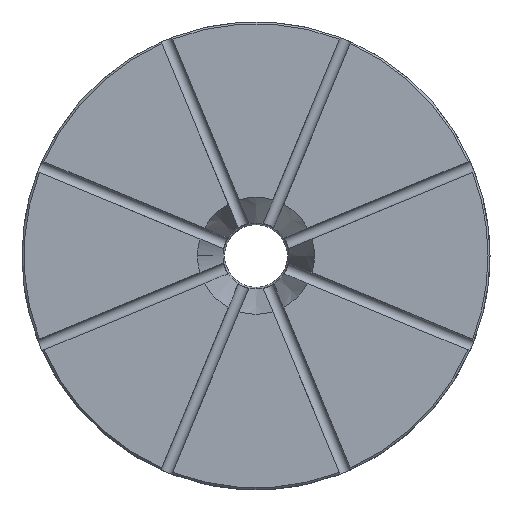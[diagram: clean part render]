
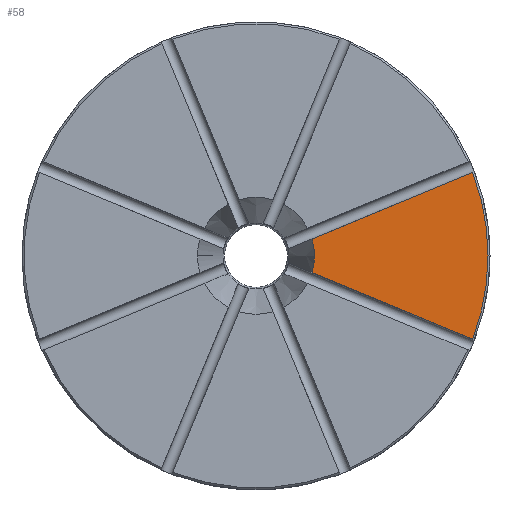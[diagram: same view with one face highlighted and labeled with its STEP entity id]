
A CAD part, top view. The second image highlights one B-rep face of the part: STEP entity #58.
In plain terms, the highlighted planar face has unit normal (0, 0, 1).
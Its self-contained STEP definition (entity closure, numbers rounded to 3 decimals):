
#58 = ADVANCED_FACE ( 'NONE', ( #3891 ), #2910, .F. ) ;
#206 = CIRCLE ( 'NONE', #5631, 15. ) ;
#228 = CARTESIAN_POINT ( 'NONE',  ( 55.527, 21.377, 35. ) ) ;
#704 = EDGE_CURVE ( 'NONE', #1262, #1756, #5219, .T. ) ;
#753 = CARTESIAN_POINT ( 'NONE',  ( 55.527, -21.377, 35. ) ) ;
#971 = DIRECTION ( 'NONE',  ( -1., 0., 0. ) ) ;
#999 = VECTOR ( 'NONE', #1512, 1000. ) ;
#1262 = VERTEX_POINT ( 'NONE', #5377 ) ;
#1298 = ORIENTED_EDGE ( 'NONE', *, *, #704, .T. ) ;
#1378 = VERTEX_POINT ( 'NONE', #753 ) ;
#1504 = CARTESIAN_POINT ( 'NONE',  ( 14.363, 4.326, 35. ) ) ;
#1512 = DIRECTION ( 'NONE',  ( -0.924, 0.383, 0. ) ) ;
#1607 = EDGE_CURVE ( 'NONE', #1378, #2092, #3448, .T. ) ;
#1756 = VERTEX_POINT ( 'NONE', #228 ) ;
#1962 = DIRECTION ( 'NONE',  ( 1., 0., 0. ) ) ;
#1979 = EDGE_CURVE ( 'NONE', #2092, #2032, #206, .T. ) ;
#2032 = VERTEX_POINT ( 'NONE', #1504 ) ;
#2092 = VERTEX_POINT ( 'NONE', #5265 ) ;
#2231 = CARTESIAN_POINT ( 'NONE',  ( -4.729, -3.583, 35. ) ) ;
#2304 = EDGE_CURVE ( 'NONE', #1378, #1262, #2528, .T. ) ;
#2437 = DIRECTION ( 'NONE',  ( 1., 0., 0. ) ) ;
#2500 = CARTESIAN_POINT ( 'NONE',  ( 5.877, -0.811, 35. ) ) ;
#2528 = CIRCLE ( 'NONE', #4138, 59.5 ) ;
#2875 = DIRECTION ( 'NONE',  ( 0., 0., 1. ) ) ;
#2894 = ORIENTED_EDGE ( 'NONE', *, *, #5384, .T. ) ;
#2910 = PLANE ( 'NONE',  #3910 ) ;
#3350 = CARTESIAN_POINT ( 'NONE',  ( 0., -15., 35. ) ) ;
#3448 = LINE ( 'NONE', #2500, #999 ) ;
#3458 = CARTESIAN_POINT ( 'NONE',  ( 0., 0., 35. ) ) ;
#3891 = FACE_OUTER_BOUND ( 'NONE', #5253, .T. ) ;
#3910 = AXIS2_PLACEMENT_3D ( 'NONE', #3350, #5801, #2437 ) ;
#3956 = VECTOR ( 'NONE', #4165, 1000. ) ;
#4100 = ORIENTED_EDGE ( 'NONE', *, *, #1979, .F. ) ;
#4138 = AXIS2_PLACEMENT_3D ( 'NONE', #3458, #5781, #1962 ) ;
#4165 = DIRECTION ( 'NONE',  ( -0.924, -0.383, 0. ) ) ;
#4278 = CARTESIAN_POINT ( 'NONE',  ( 0., 0., 35. ) ) ;
#4564 = ORIENTED_EDGE ( 'NONE', *, *, #1607, .F. ) ;
#4623 = LINE ( 'NONE', #2231, #3956 ) ;
#5219 = CIRCLE ( 'NONE', #6025, 59.5 ) ;
#5253 = EDGE_LOOP ( 'NONE', ( #4564, #5406, #1298, #2894, #4100 ) ) ;
#5265 = CARTESIAN_POINT ( 'NONE',  ( 14.363, -4.326, 35. ) ) ;
#5377 = CARTESIAN_POINT ( 'NONE',  ( 59.5, 0., 35. ) ) ;
#5384 = EDGE_CURVE ( 'NONE', #1756, #2032, #4623, .T. ) ;
#5406 = ORIENTED_EDGE ( 'NONE', *, *, #2304, .T. ) ;
#5631 = AXIS2_PLACEMENT_3D ( 'NONE', #5823, #2875, #971 ) ;
#5781 = DIRECTION ( 'NONE',  ( 0., 0., 1. ) ) ;
#5801 = DIRECTION ( 'NONE',  ( 0., 0., -1. ) ) ;
#5813 = DIRECTION ( 'NONE',  ( 1., 0., 0. ) ) ;
#5823 = CARTESIAN_POINT ( 'NONE',  ( 0., 0., 35. ) ) ;
#6025 = AXIS2_PLACEMENT_3D ( 'NONE', #4278, #6198, #5813 ) ;
#6198 = DIRECTION ( 'NONE',  ( 0., 0., 1. ) ) ;
